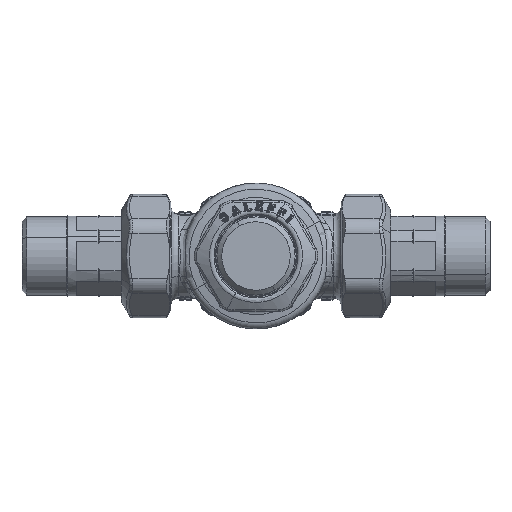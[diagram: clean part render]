
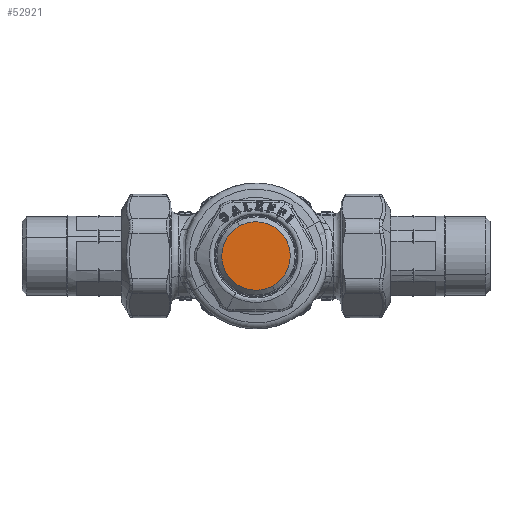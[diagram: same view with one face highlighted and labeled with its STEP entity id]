
A CAD part, front view. The second image highlights one B-rep face of the part: STEP entity #52921.
In plain terms, the highlighted planar face has unit normal (0, -1, 0).
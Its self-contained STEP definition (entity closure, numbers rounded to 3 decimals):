
#52898=CARTESIAN_POINT('Axis2P3D Location',(0.,-81.5,-23.259)) ;
#52903=CARTESIAN_POINT('Axis2P3D Location',(0.,-81.5,-33.709)) ;
#52907=CARTESIAN_POINT('Vertex',(-4.387,-81.5,-25.68)) ;
#52909=CARTESIAN_POINT('Vertex',(4.387,-81.5,-41.739)) ;
#52912=CARTESIAN_POINT('Axis2P3D Location',(0.,-81.5,-33.709)) ;
#52899=DIRECTION('Axis2P3D Direction',(0.,-1.,0.)) ;
#52900=DIRECTION('Axis2P3D XDirection',(1.,0.,0.)) ;
#52904=DIRECTION('Axis2P3D Direction',(0.,-1.,0.)) ;
#52913=DIRECTION('Axis2P3D Direction',(0.,-1.,0.)) ;
#52901=AXIS2_PLACEMENT_3D('Plane Axis2P3D',#52898,#52899,#52900) ;
#52905=AXIS2_PLACEMENT_3D('Circle Axis2P3D',#52903,#52904,$) ;
#52914=AXIS2_PLACEMENT_3D('Circle Axis2P3D',#52912,#52913,$) ;
#52906=CIRCLE('generated circle',#52905,9.15) ;
#52915=CIRCLE('generated circle',#52914,9.15) ;
#52902=PLANE('',#52901) ;
#52911=EDGE_CURVE('',#52908,#52910,#52906,.T.) ;
#52916=EDGE_CURVE('',#52910,#52908,#52915,.T.) ;
#52918=ORIENTED_EDGE('',*,*,#52911,.T.) ;
#52919=ORIENTED_EDGE('',*,*,#52916,.T.) ;
#52917=EDGE_LOOP('',(#52918,#52919)) ;
#52908=VERTEX_POINT('',#52907) ;
#52910=VERTEX_POINT('',#52909) ;
#52921=ADVANCED_FACE('PartBody',(#52920),#52902,.T.) ;
#52920=FACE_OUTER_BOUND('',#52917,.T.) ;
